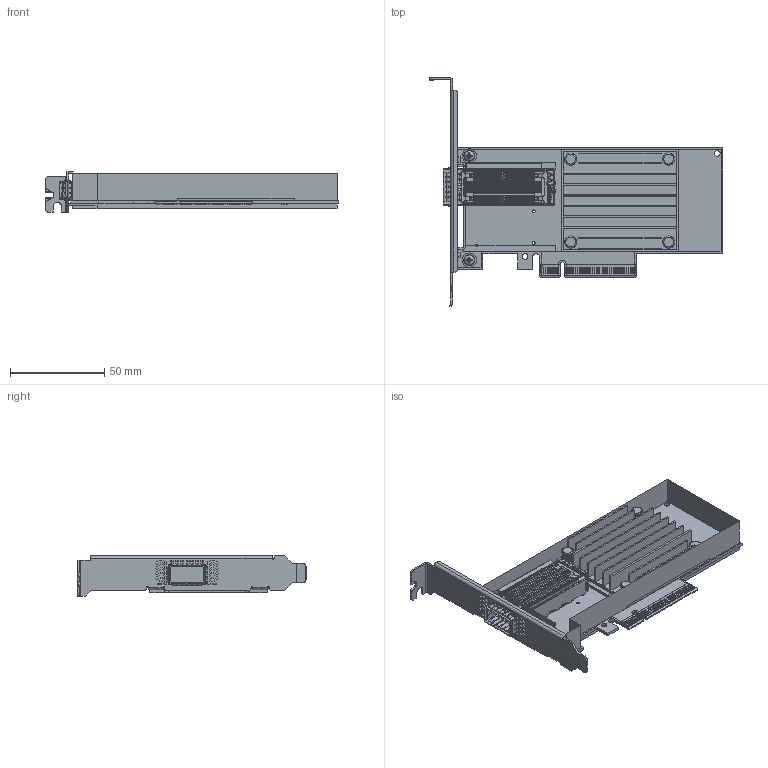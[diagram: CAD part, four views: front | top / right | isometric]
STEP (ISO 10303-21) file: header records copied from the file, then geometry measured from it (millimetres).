
FILE_DESCRIPTION(/* description */ ('HCA BRACKET PLATED HOLEDRILL 3.175CS PAD 7.62PS PAD 7.62'),/* implementation_level */ '2;1');
FILE_NAME(/* name */ 'MCX453A-FCAT_A502.stp',/* time_stamp */ '2015-10-18T14:19:04+03:00',/* author */ ('yossin'),/* organization */ (''),/* preprocessor_version */ 'ST-DEVELOPER v16.1',/* originating_system */ 'Autodesk Inventor 2016',/* authorisation */ '');
FILE_SCHEMA (('AUTOMOTIVE_DESIGN { 1 0 10303 214 3 1 1 }'));
Products named in the file (16): HOL000014; LED000040; CON000096; CON001164; HSK000119; MEC005242; MEC005242_Conical_Sping_Closed_state; MEC005242_1; 303252022; #239718; SCR000104; MEC010193; PCB000969; SFG001324; SFG001324-DRW; SFG001324-DRW1
Assembly tree (21 placements, depth 4):
  SFG001324-DRW1
    SFG001324-DRW
      SFG001324
        PCB000969
        HOL000014  x2
        LED000040  x2
        CON000096
        CON001164
      HSK000119
      MEC005242_1  x4
        MEC005242
        MEC005242_Conical_Sping_Closed_state
    SCR000104  x2
      303252022
      #239718
    MEC010193
Bounding box: 155.76 x 121.05 x 21.59 mm (x, y, z)
Volume: 30519.4 mm3; surface area: 63082.9 mm2
Topology: 24 solids, 32 shells, 7537 faces, 20884 edges, 13413 vertices
Faces by surface type: plane 5950, cylinder 1230, bspline 245, torus 54, cone 40, sphere 18
Full cylindrical faces by diameter (mm): 1.05 x2, 1.55 x4, 2.3 x2, 2.8 x4, 2.845 x2, 3 x6, 3.175 x4, 3.2 x4, 4 x2, 5.563 x2, 6 x4, 6.2 x4, 6.5 x4, 7.62 x2, 10 x4
Entity records: 239843 total; most frequent: CARTESIAN_POINT 50033, ORIENTED_EDGE 40014, DIRECTION 36356, EDGE_CURVE 20055, LINE 16812, VECTOR 16812, VERTEX_POINT 12921, AXIS2_PLACEMENT_3D 9772
